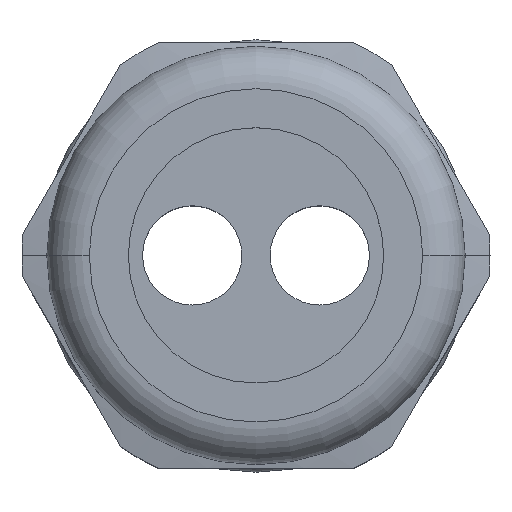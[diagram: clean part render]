
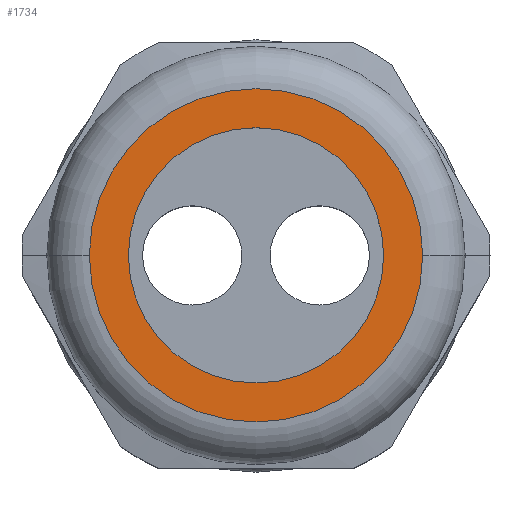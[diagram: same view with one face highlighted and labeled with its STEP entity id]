
A CAD part, top view. The second image highlights one B-rep face of the part: STEP entity #1734.
In plain terms, the highlighted planar face has unit normal (0, 0, 1).
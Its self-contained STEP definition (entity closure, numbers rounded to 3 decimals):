
#495 = DIRECTION ( 'NONE',  ( 1., 0., 0. ) ) ;
#496 = DIRECTION ( 'NONE',  ( 0., 0., 1. ) ) ;
#497 = CARTESIAN_POINT ( 'NONE',  ( 0., 0., 33. ) ) ;
#498 = DIRECTION ( 'NONE',  ( 1., 0., 0. ) ) ;
#499 = DIRECTION ( 'NONE',  ( 0., 0., 1. ) ) ;
#500 = CARTESIAN_POINT ( 'NONE',  ( 0., 0., 33. ) ) ;
#587 = CARTESIAN_POINT ( 'NONE',  ( 11.75, 0., 33. ) ) ;
#588 = CARTESIAN_POINT ( 'NONE',  ( -11.75, 0., 33. ) ) ;
#600 = CARTESIAN_POINT ( 'NONE',  ( 9., 0., 33. ) ) ;
#601 = CARTESIAN_POINT ( 'NONE',  ( -9., 0., 33. ) ) ;
#705 = ORIENTED_EDGE ( 'NONE', *, *, #1173, .T. ) ;
#706 = ORIENTED_EDGE ( 'NONE', *, *, #1766, .F. ) ;
#708 = ORIENTED_EDGE ( 'NONE', *, *, #1174, .F. ) ;
#709 = ORIENTED_EDGE ( 'NONE', *, *, #1770, .T. ) ;
#826 = VERTEX_POINT ( 'NONE', #601 ) ;
#827 = VERTEX_POINT ( 'NONE', #600 ) ;
#839 = VERTEX_POINT ( 'NONE', #588 ) ;
#840 = VERTEX_POINT ( 'NONE', #587 ) ;
#968 = EDGE_LOOP ( 'NONE', ( #708, #706 ) ) ;
#969 = EDGE_LOOP ( 'NONE', ( #709, #705 ) ) ;
#1118 = CIRCLE ( 'NONE', #1631, 11.75 ) ;
#1121 = CIRCLE ( 'NONE', #1653, 9. ) ;
#1159 = CIRCLE ( 'NONE', #1673, 9. ) ;
#1160 = CIRCLE ( 'NONE', #1708, 11.75 ) ;
#1173 = EDGE_CURVE ( 'NONE', #839, #840, #1160, .T. ) ;
#1174 = EDGE_CURVE ( 'NONE', #827, #826, #1159, .T. ) ;
#1287 = DIRECTION ( 'NONE',  ( 1., 0., 0. ) ) ;
#1288 = DIRECTION ( 'NONE',  ( 0., 0., 1. ) ) ;
#1289 = CARTESIAN_POINT ( 'NONE',  ( 0., 0., 33. ) ) ;
#1299 = DIRECTION ( 'NONE',  ( 1., 0., 0. ) ) ;
#1300 = DIRECTION ( 'NONE',  ( 0., 0., 1. ) ) ;
#1301 = CARTESIAN_POINT ( 'NONE',  ( 0., 0., 33. ) ) ;
#1397 = DIRECTION ( 'NONE',  ( 1., 0., 0. ) ) ;
#1398 = DIRECTION ( 'NONE',  ( 0., 0., 1. ) ) ;
#1399 = CARTESIAN_POINT ( 'NONE',  ( 0., 0., 33. ) ) ;
#1400 = PLANE ( 'NONE',  #1616 ) ;
#1616 = AXIS2_PLACEMENT_3D ( 'NONE', #1399, #1398, #1397 ) ;
#1631 = AXIS2_PLACEMENT_3D ( 'NONE', #1289, #1288, #1287 ) ;
#1638 = FACE_OUTER_BOUND ( 'NONE', #969, .T. ) ;
#1640 = FACE_BOUND ( 'NONE', #968, .T. ) ;
#1653 = AXIS2_PLACEMENT_3D ( 'NONE', #1301, #1300, #1299 ) ;
#1673 = AXIS2_PLACEMENT_3D ( 'NONE', #497, #496, #495 ) ;
#1708 = AXIS2_PLACEMENT_3D ( 'NONE', #500, #499, #498 ) ;
#1734 = ADVANCED_FACE ( 'NONE', ( #1640, #1638 ), #1400, .T. ) ;
#1766 = EDGE_CURVE ( 'NONE', #826, #827, #1121, .T. ) ;
#1770 = EDGE_CURVE ( 'NONE', #840, #839, #1118, .T. ) ;
